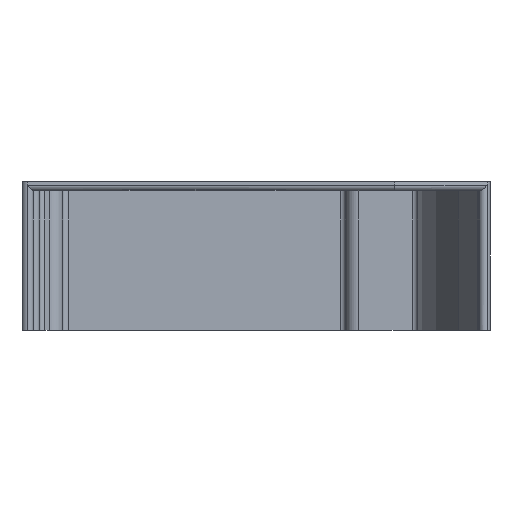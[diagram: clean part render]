
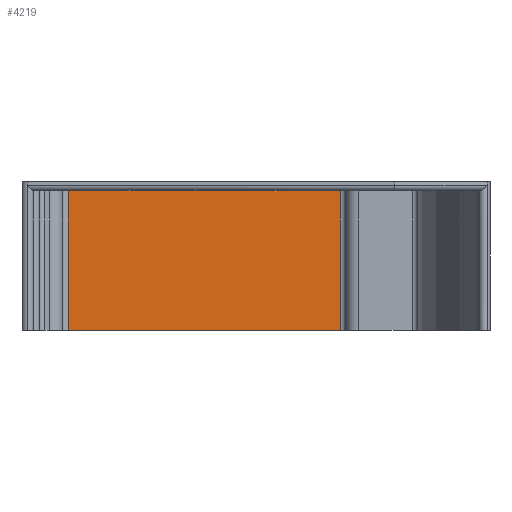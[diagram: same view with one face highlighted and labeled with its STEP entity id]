
A CAD part, left-side view. The second image highlights one B-rep face of the part: STEP entity #4219.
In plain terms, the highlighted planar face has unit normal (-1, 0, 0).
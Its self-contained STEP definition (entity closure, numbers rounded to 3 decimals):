
#119 = DIRECTION ( 'NONE',  ( 0., 1., 0. ) ) ;
#171 = CARTESIAN_POINT ( 'NONE',  ( -16.85, 0., -32. ) ) ;
#348 = EDGE_CURVE ( 'NONE', #2302, #3555, #4919, .T. ) ;
#380 = ORIENTED_EDGE ( 'NONE', *, *, #2119, .T. ) ;
#554 = CARTESIAN_POINT ( 'NONE',  ( -16.85, 0., 168.33 ) ) ;
#689 = VECTOR ( 'NONE', #2425, 1000. ) ;
#937 = CARTESIAN_POINT ( 'NONE',  ( -16.85, 12.25, 168.33 ) ) ;
#1478 = CARTESIAN_POINT ( 'NONE',  ( -16.85, 0., -2. ) ) ;
#1926 = VERTEX_POINT ( 'NONE', #3861 ) ;
#1939 = VERTEX_POINT ( 'NONE', #4292 ) ;
#2119 = EDGE_CURVE ( 'NONE', #1939, #1926, #3007, .T. ) ;
#2300 = ORIENTED_EDGE ( 'NONE', *, *, #5118, .T. ) ;
#2302 = VERTEX_POINT ( 'NONE', #4374 ) ;
#2425 = DIRECTION ( 'NONE',  ( 0., 1., 0. ) ) ;
#2519 = DIRECTION ( 'NONE',  ( -1., 0., 0. ) ) ;
#2829 = CARTESIAN_POINT ( 'NONE',  ( -16.85, -46.25, 168.33 ) ) ;
#2953 = VECTOR ( 'NONE', #4909, 1000. ) ;
#3007 = LINE ( 'NONE', #171, #2953 ) ;
#3029 = VECTOR ( 'NONE', #5139, 1000. ) ;
#3111 = VECTOR ( 'NONE', #5125, 1000. ) ;
#3331 = ORIENTED_EDGE ( 'NONE', *, *, #348, .T. ) ;
#3414 = CARTESIAN_POINT ( 'NONE',  ( -16.85, 12.25, -2. ) ) ;
#3555 = VERTEX_POINT ( 'NONE', #3414 ) ;
#3835 = ORIENTED_EDGE ( 'NONE', *, *, #4084, .F. ) ;
#3861 = CARTESIAN_POINT ( 'NONE',  ( -16.85, -46.25, -32. ) ) ;
#4084 = EDGE_CURVE ( 'NONE', #2302, #1926, #5485, .T. ) ;
#4219 = ADVANCED_FACE ( 'NONE', ( #4394 ), #5389, .T. ) ;
#4292 = CARTESIAN_POINT ( 'NONE',  ( -16.85, 12.25, -32. ) ) ;
#4374 = CARTESIAN_POINT ( 'NONE',  ( -16.85, -46.25, -2. ) ) ;
#4394 = FACE_OUTER_BOUND ( 'NONE', #5831, .T. ) ;
#4724 = LINE ( 'NONE', #937, #3111 ) ;
#4909 = DIRECTION ( 'NONE',  ( 0., -1., 0. ) ) ;
#4919 = LINE ( 'NONE', #1478, #689 ) ;
#5118 = EDGE_CURVE ( 'NONE', #3555, #1939, #4724, .T. ) ;
#5125 = DIRECTION ( 'NONE',  ( 0., 0., -1. ) ) ;
#5139 = DIRECTION ( 'NONE',  ( 0., 0., -1. ) ) ;
#5389 = PLANE ( 'NONE',  #5718 ) ;
#5485 = LINE ( 'NONE', #2829, #3029 ) ;
#5718 = AXIS2_PLACEMENT_3D ( 'NONE', #554, #2519, #119 ) ;
#5831 = EDGE_LOOP ( 'NONE', ( #3835, #3331, #2300, #380 ) ) ;
